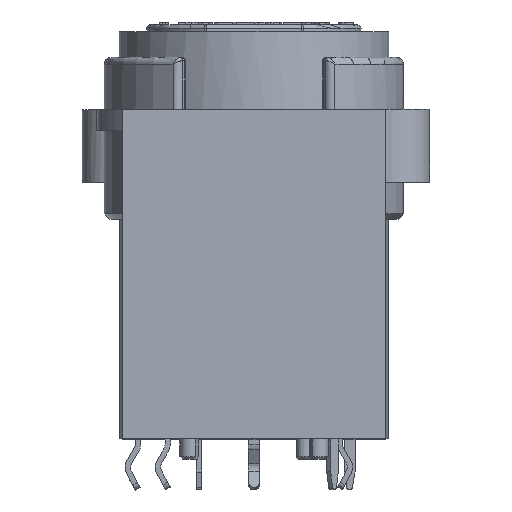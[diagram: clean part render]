
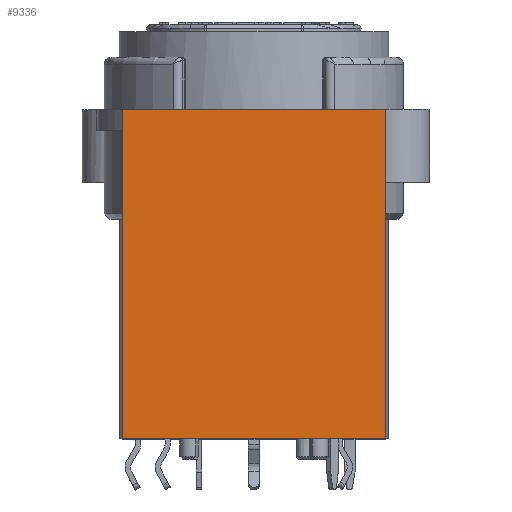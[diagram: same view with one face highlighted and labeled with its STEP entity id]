
A CAD part, top view. The second image highlights one B-rep face of the part: STEP entity #9336.
In plain terms, the highlighted planar face has unit normal (0, 0, 1).
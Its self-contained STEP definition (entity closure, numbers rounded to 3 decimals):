
#257=DIRECTION('',(1.,0.,0.));
#258=VECTOR('',#257,19.2);
#259=CARTESIAN_POINT('',(-4.58,5.769,27.04));
#260=LINE('',#259,#258);
#1027=DIRECTION('',(0.,-1.,0.));
#1028=VECTOR('',#1027,23.993);
#1029=CARTESIAN_POINT('',(-4.58,29.762,27.04));
#1030=LINE('',#1029,#1028);
#1209=DIRECTION('',(0.,-1.,0.));
#1210=VECTOR('',#1209,23.993);
#1211=CARTESIAN_POINT('',(14.62,29.762,27.04));
#1212=LINE('',#1211,#1210);
#1645=DIRECTION('',(1.,0.,0.));
#1646=VECTOR('',#1645,19.2);
#1647=CARTESIAN_POINT('',(-4.58,29.762,27.04));
#1648=LINE('',#1647,#1646);
#6569=CARTESIAN_POINT('',(-4.58,29.762,27.04));
#6570=CARTESIAN_POINT('',(-4.58,5.769,27.04));
#6571=VERTEX_POINT('',#6569);
#6572=VERTEX_POINT('',#6570);
#6573=CARTESIAN_POINT('',(14.62,29.762,27.04));
#6574=CARTESIAN_POINT('',(14.62,5.769,27.04));
#6575=VERTEX_POINT('',#6573);
#6576=VERTEX_POINT('',#6574);
#9325=CARTESIAN_POINT('',(-4.58,29.762,27.04));
#9326=DIRECTION('',(0.,0.,1.));
#9327=DIRECTION('',(0.,-1.,0.));
#9328=AXIS2_PLACEMENT_3D('',#9325,#9326,#9327);
#9329=PLANE('',#9328);
#9330=ORIENTED_EDGE('',*,*,#8289,.F.);
#9331=ORIENTED_EDGE('',*,*,#7399,.T.);
#9332=ORIENTED_EDGE('',*,*,#8549,.T.);
#9333=ORIENTED_EDGE('',*,*,#6815,.F.);
#9334=EDGE_LOOP('',(#9330,#9331,#9332,#9333));
#9335=FACE_OUTER_BOUND('',#9334,.F.);
#6815=EDGE_CURVE('',#6572,#6576,#260,.T.);
#7399=EDGE_CURVE('',#6571,#6575,#1648,.T.);
#8289=EDGE_CURVE('',#6571,#6572,#1030,.T.);
#8549=EDGE_CURVE('',#6575,#6576,#1212,.T.);
#9336=ADVANCED_FACE('',(#9335),#9329,.T.);
